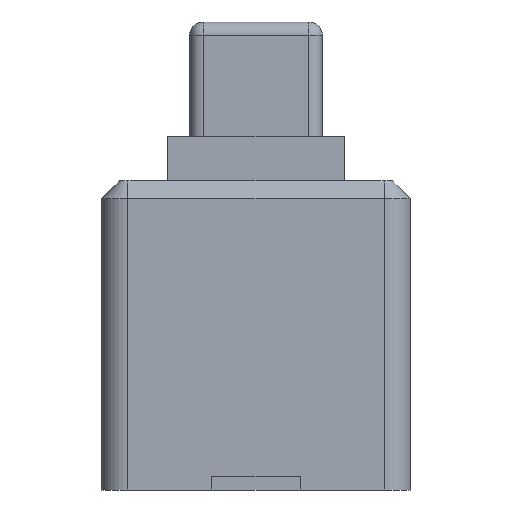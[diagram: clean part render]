
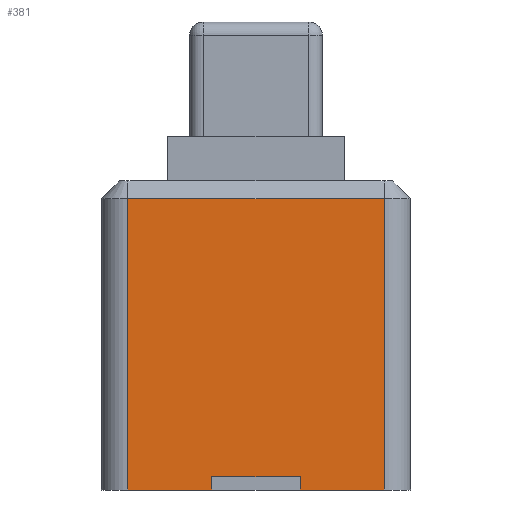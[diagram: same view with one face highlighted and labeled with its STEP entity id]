
A CAD part, front view. The second image highlights one B-rep face of the part: STEP entity #381.
In plain terms, the highlighted planar face has unit normal (0, -1, 0).
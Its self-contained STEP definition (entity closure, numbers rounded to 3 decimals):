
#12=DIRECTION('',(0.,0.,1.));
#35=DIRECTION('',(0.,0.,-1.));
#52=DIRECTION('',(-1.,0.,0.));
#74=DIRECTION('',(0.,-1.,0.));
#281=VECTOR('',#12,3.3);
#292=VECTOR('',#35,3.3);
#355=CARTESIAN_POINT('',(1.75,0.,3.5));
#356=AXIS2_PLACEMENT_3D('',#355,#74,#35);
#357=PLANE('',#356);
#358=CARTESIAN_POINT('',(3.2,0.,0.));
#359=VERTEX_POINT('',#358);
#360=CARTESIAN_POINT('',(3.2,0.,3.3));
#361=VERTEX_POINT('',#360);
#362=LINE('',#358,#281);
#363=EDGE_CURVE('',#359,#361,#362,.T.);
#364=ORIENTED_EDGE('',*,*,#363,.T.);
#365=CARTESIAN_POINT('',(0.3,0.,3.3));
#366=VERTEX_POINT('',#365);
#367=VECTOR('',#52,2.9);
#368=LINE('',#360,#367);
#369=EDGE_CURVE('',#361,#366,#368,.T.);
#370=ORIENTED_EDGE('',*,*,#369,.T.);
#371=CARTESIAN_POINT('',(0.3,0.,0.));
#372=VERTEX_POINT('',#371);
#373=LINE('',#365,#292);
#374=EDGE_CURVE('',#366,#372,#373,.T.);
#375=ORIENTED_EDGE('',*,*,#374,.T.);
#376=LINE('',#358,#367);
#377=EDGE_CURVE('',#359,#372,#376,.T.);
#378=ORIENTED_EDGE('',*,*,#377,.F.);
#379=EDGE_LOOP('',(#364,#370,#375,#378));
#380=FACE_BOUND('',#379,.T.);
#381=ADVANCED_FACE('',(#380),#357,.T.);
